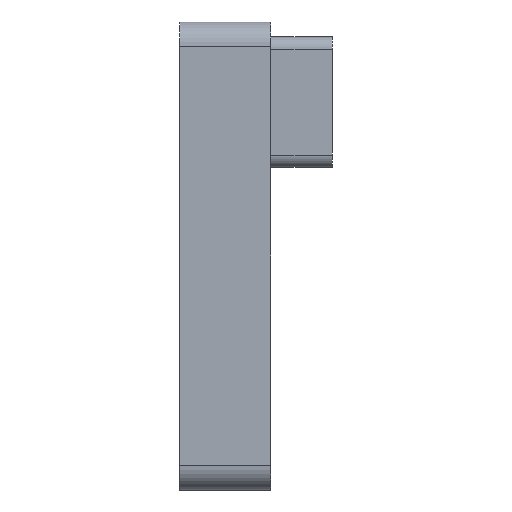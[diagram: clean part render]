
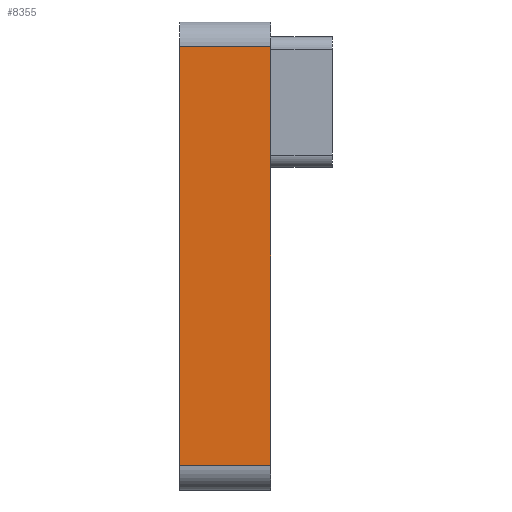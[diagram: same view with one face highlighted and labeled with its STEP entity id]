
A CAD part, front view. The second image highlights one B-rep face of the part: STEP entity #8355.
In plain terms, the highlighted planar face has unit normal (0, -1, 0).
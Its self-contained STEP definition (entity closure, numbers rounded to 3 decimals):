
#409 = DIRECTION ( 'NONE',  ( -1., 0., 0. ) ) ;
#1169 = VERTEX_POINT ( 'NONE', #12644 ) ;
#2183 = AXIS2_PLACEMENT_3D ( 'NONE', #18912, #20649, #17432 ) ;
#2457 = VECTOR ( 'NONE', #3232, 1000. ) ;
#2622 = EDGE_CURVE ( 'NONE', #1169, #10897, #14596, .T. ) ;
#2653 = DIRECTION ( 'NONE',  ( -1., 0., 0. ) ) ;
#3232 = DIRECTION ( 'NONE',  ( 0., 0., -1. ) ) ;
#3386 = ORIENTED_EDGE ( 'NONE', *, *, #15271, .F. ) ;
#3732 = ORIENTED_EDGE ( 'NONE', *, *, #21432, .T. ) ;
#5759 = CARTESIAN_POINT ( 'NONE',  ( 1.85, -15.5, -8.5 ) ) ;
#6175 = EDGE_LOOP ( 'NONE', ( #3732, #3386, #8838, #11982 ) ) ;
#6425 = DIRECTION ( 'NONE',  ( 0., 0., -1. ) ) ;
#8160 = CARTESIAN_POINT ( 'NONE',  ( -1.85, -15.5, 8.5 ) ) ;
#8355 = ADVANCED_FACE ( 'NONE', ( #10284 ), #13365, .F. ) ;
#8648 = VERTEX_POINT ( 'NONE', #10170 ) ;
#8838 = ORIENTED_EDGE ( 'NONE', *, *, #2622, .F. ) ;
#9165 = LINE ( 'NONE', #18269, #19140 ) ;
#9257 = VECTOR ( 'NONE', #409, 1000. ) ;
#9865 = CARTESIAN_POINT ( 'NONE',  ( 1.85, -15.5, 8.5 ) ) ;
#10170 = CARTESIAN_POINT ( 'NONE',  ( -1.85, -15.5, -8.5 ) ) ;
#10284 = FACE_OUTER_BOUND ( 'NONE', #6175, .T. ) ;
#10616 = LINE ( 'NONE', #15746, #9257 ) ;
#10897 = VERTEX_POINT ( 'NONE', #5759 ) ;
#11585 = LINE ( 'NONE', #8160, #2457 ) ;
#11982 = ORIENTED_EDGE ( 'NONE', *, *, #19161, .T. ) ;
#12644 = CARTESIAN_POINT ( 'NONE',  ( 1.85, -15.5, 8.5 ) ) ;
#13365 = PLANE ( 'NONE',  #2183 ) ;
#14596 = LINE ( 'NONE', #9865, #15392 ) ;
#15271 = EDGE_CURVE ( 'NONE', #10897, #8648, #10616, .T. ) ;
#15392 = VECTOR ( 'NONE', #6425, 1000. ) ;
#15746 = CARTESIAN_POINT ( 'NONE',  ( 1.85, -15.5, -8.5 ) ) ;
#17432 = DIRECTION ( 'NONE',  ( 0., 0., 1. ) ) ;
#18269 = CARTESIAN_POINT ( 'NONE',  ( 1.85, -15.5, 8.5 ) ) ;
#18912 = CARTESIAN_POINT ( 'NONE',  ( 1.85, -15.5, 8.5 ) ) ;
#19140 = VECTOR ( 'NONE', #2653, 1000. ) ;
#19161 = EDGE_CURVE ( 'NONE', #1169, #20918, #9165, .T. ) ;
#20231 = CARTESIAN_POINT ( 'NONE',  ( -1.85, -15.5, 8.5 ) ) ;
#20649 = DIRECTION ( 'NONE',  ( 0., 1., 0. ) ) ;
#20918 = VERTEX_POINT ( 'NONE', #20231 ) ;
#21432 = EDGE_CURVE ( 'NONE', #20918, #8648, #11585, .T. ) ;
